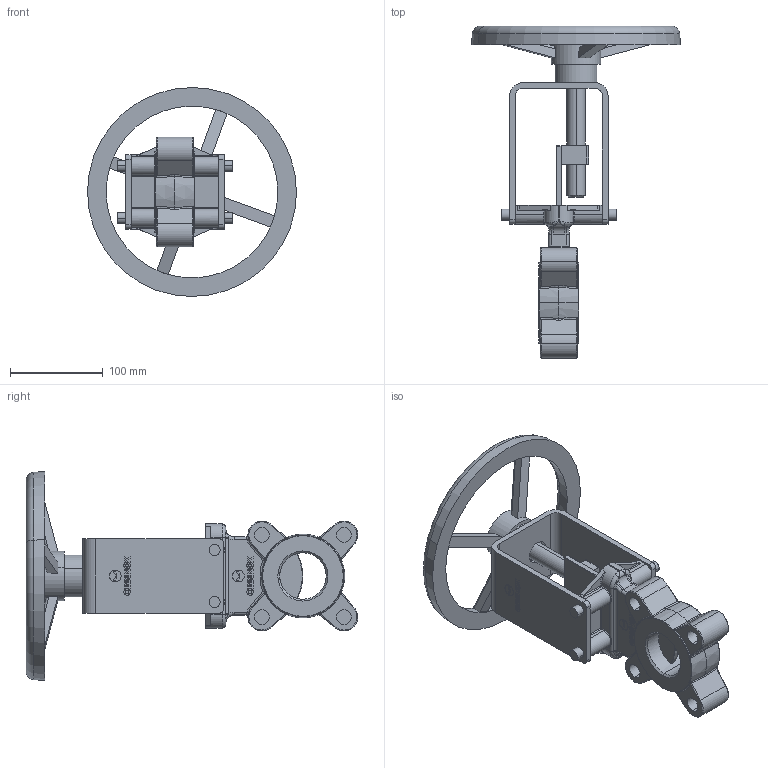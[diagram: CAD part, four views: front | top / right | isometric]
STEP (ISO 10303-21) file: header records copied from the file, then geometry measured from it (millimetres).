
FILE_DESCRIPTION (( 'STEP AP214' ), '1' );
FILE_NAME ('EB50_acci._volante HNA.STEP', '2008-11-17T13:39:29', ( 'user' ), ( '' ), 'SwSTEP 2.0', 'SolidWorks 2007', '' );
FILE_SCHEMA (( 'AUTOMOTIVE_DESIGN' ));
Length unit declared in the file: millimetre
Products named in the file (3): cuerpoEB50_volante_Predeterminado; EB50_acci._volante HNA; volante50_Predeterminado
Assembly tree (2 placements, depth 2):
  EB50_acci._volante HNA
    cuerpoEB50_volante_Predeterminado
    volante50_Predeterminado
Bounding box: 225 x 357.17 x 225 mm (x, y, z)
Volume: 1125994.3 mm3; surface area: 236479 mm2
Topology: 3 solids, 7 shells, 937 faces, 2406 edges, 1508 vertices
Faces by surface type: plane 551, cylinder 184, bspline 120, torus 56, cone 14, sphere 12
Entity records: 31897 total; most frequent: CARTESIAN_POINT 10148, ORIENTED_EDGE 4732, DIRECTION 4133, EDGE_CURVE 2366, VECTOR 1539, LINE 1539, VERTEX_POINT 1508, AXIS2_PLACEMENT_3D 1297
